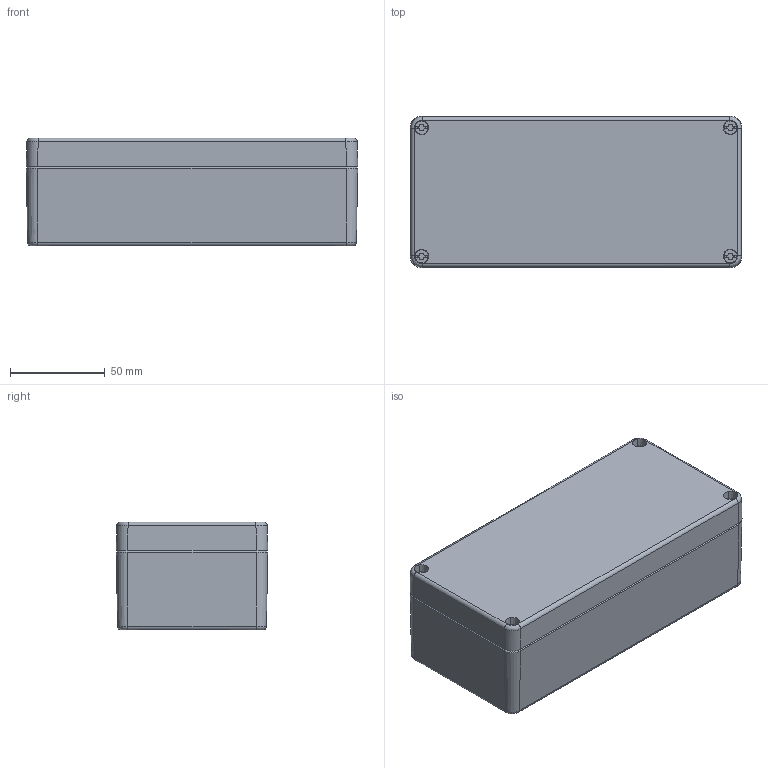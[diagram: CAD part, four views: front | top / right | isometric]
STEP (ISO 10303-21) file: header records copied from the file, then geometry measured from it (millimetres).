
FILE_DESCRIPTION(('CATIA V5R24 STEP','CAx-IF Rec.Pracs.--- Model Styling and Organization---1.2---2011-12-15'),'2;1');
FILE_NAME ('D1446051_0', '2018-04-12T08:30:59+00:00', ('Weidmueller Interface'), ('Weidmueller'), 'CATIA Version 5-6 Release 2014 SP4 HF52', 'CATIA V5 STEP AP214', 'none');
FILE_SCHEMA(('AUTOMOTIVE_DESIGN { 1 0 10303 214 1 1 1 1 }'));
Length unit declared in the file: millimetre
Products named in the file (1): _K32_Zusammenbau
Bounding box: 175 x 80 x 57 mm (x, y, z)
Volume: 202969 mm3; surface area: 123370.3 mm2
Topology: 11 solids, 11 shells, 725 faces, 1752 edges, 1088 vertices
Faces by surface type: plane 238, cylinder 237, cone 124, torus 84, bspline 38, sphere 4
Entity records: 21940 total; most frequent: CARTESIAN_POINT 6090, ORIENTED_EDGE 3492, DIRECTION 2676, EDGE_CURVE 1746, AXIS2_PLACEMENT_3D 1336, VERTEX_POINT 1090, EDGE_LOOP 794, VECTOR 789
